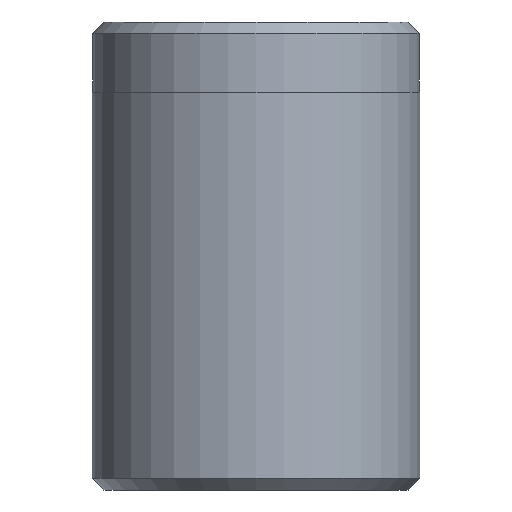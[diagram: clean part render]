
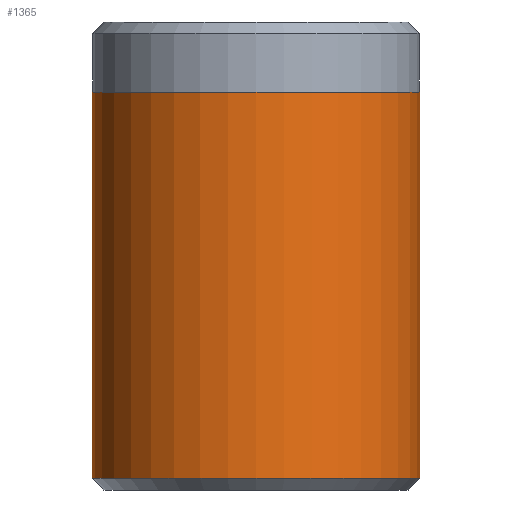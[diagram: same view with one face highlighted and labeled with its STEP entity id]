
A CAD part, front view. The second image highlights one B-rep face of the part: STEP entity #1365.
In plain terms, the highlighted cylindrical face has radius 7 mm (diameter 14 mm), a partial arc.
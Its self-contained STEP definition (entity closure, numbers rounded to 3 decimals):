
#13 = VERTEX_POINT ( 'NONE', #488 ) ;
#119 = CARTESIAN_POINT ( 'NONE',  ( -7., 0., 17. ) ) ;
#134 = CARTESIAN_POINT ( 'NONE',  ( 7., 0., 20. ) ) ;
#226 = CIRCLE ( 'NONE', #1710, 7. ) ;
#255 = DIRECTION ( 'NONE',  ( 0., 0., 1. ) ) ;
#314 = CARTESIAN_POINT ( 'NONE',  ( -7., 0., 0.5 ) ) ;
#334 = DIRECTION ( 'NONE',  ( 0., 0., -1. ) ) ;
#342 = EDGE_CURVE ( 'NONE', #1214, #13, #226, .T. ) ;
#351 = ORIENTED_EDGE ( 'NONE', *, *, #342, .F. ) ;
#488 = CARTESIAN_POINT ( 'NONE',  ( 7., 0., 17. ) ) ;
#558 = DIRECTION ( 'NONE',  ( -1., 0., 0. ) ) ;
#560 = CARTESIAN_POINT ( 'NONE',  ( 7., 0., 0.5 ) ) ;
#579 = DIRECTION ( 'NONE',  ( 1., 0., 0. ) ) ;
#594 = DIRECTION ( 'NONE',  ( 0., 0., 1. ) ) ;
#608 = CARTESIAN_POINT ( 'NONE',  ( 0., 0., 17. ) ) ;
#617 = VERTEX_POINT ( 'NONE', #314 ) ;
#780 = VECTOR ( 'NONE', #334, 1000. ) ;
#793 = EDGE_CURVE ( 'NONE', #617, #910, #1018, .T. ) ;
#807 = ORIENTED_EDGE ( 'NONE', *, *, #902, .F. ) ;
#870 = AXIS2_PLACEMENT_3D ( 'NONE', #1051, #255, #1183 ) ;
#892 = CYLINDRICAL_SURFACE ( 'NONE', #1405, 7. ) ;
#902 = EDGE_CURVE ( 'NONE', #13, #910, #1502, .T. ) ;
#910 = VERTEX_POINT ( 'NONE', #560 ) ;
#1018 = CIRCLE ( 'NONE', #870, 7. ) ;
#1051 = CARTESIAN_POINT ( 'NONE',  ( 0., 0., 0.5 ) ) ;
#1127 = CARTESIAN_POINT ( 'NONE',  ( -7., 0., 20. ) ) ;
#1156 = VECTOR ( 'NONE', #1332, 1000. ) ;
#1183 = DIRECTION ( 'NONE',  ( 1., 0., 0. ) ) ;
#1214 = VERTEX_POINT ( 'NONE', #119 ) ;
#1329 = ORIENTED_EDGE ( 'NONE', *, *, #1508, .T. ) ;
#1332 = DIRECTION ( 'NONE',  ( 0., 0., -1. ) ) ;
#1334 = EDGE_LOOP ( 'NONE', ( #807, #351, #1329, #1494 ) ) ;
#1335 = CARTESIAN_POINT ( 'NONE',  ( 0., 0., 20. ) ) ;
#1365 = ADVANCED_FACE ( 'NONE', ( #1623 ), #892, .T. ) ;
#1405 = AXIS2_PLACEMENT_3D ( 'NONE', #1335, #1462, #558 ) ;
#1418 = LINE ( 'NONE', #1127, #780 ) ;
#1462 = DIRECTION ( 'NONE',  ( 0., 0., -1. ) ) ;
#1494 = ORIENTED_EDGE ( 'NONE', *, *, #793, .T. ) ;
#1502 = LINE ( 'NONE', #134, #1156 ) ;
#1508 = EDGE_CURVE ( 'NONE', #1214, #617, #1418, .T. ) ;
#1623 = FACE_OUTER_BOUND ( 'NONE', #1334, .T. ) ;
#1710 = AXIS2_PLACEMENT_3D ( 'NONE', #608, #594, #579 ) ;
